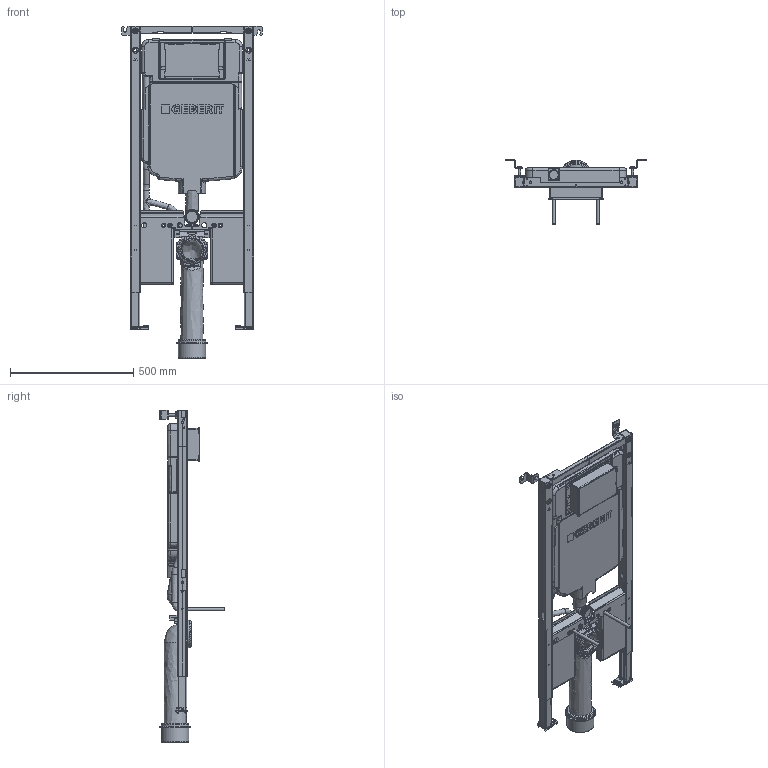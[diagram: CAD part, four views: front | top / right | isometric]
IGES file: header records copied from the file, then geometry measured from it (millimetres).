
Global section: file name: 111796; native system: Autodesk Inventor 2023; preprocessor: unknown; author: none; organization: none; date: 20251212.130311; units: millimetre
Bounding box: 573 x 262.28 x 1349.21 mm (x, y, z)
Volume: 20296339 mm3; surface area: 3464722.9 mm2
Topology: 32 solids, 32 shells, 4675 faces, 12149 edges, 7407 vertices
Faces by surface type: bspline 4675
